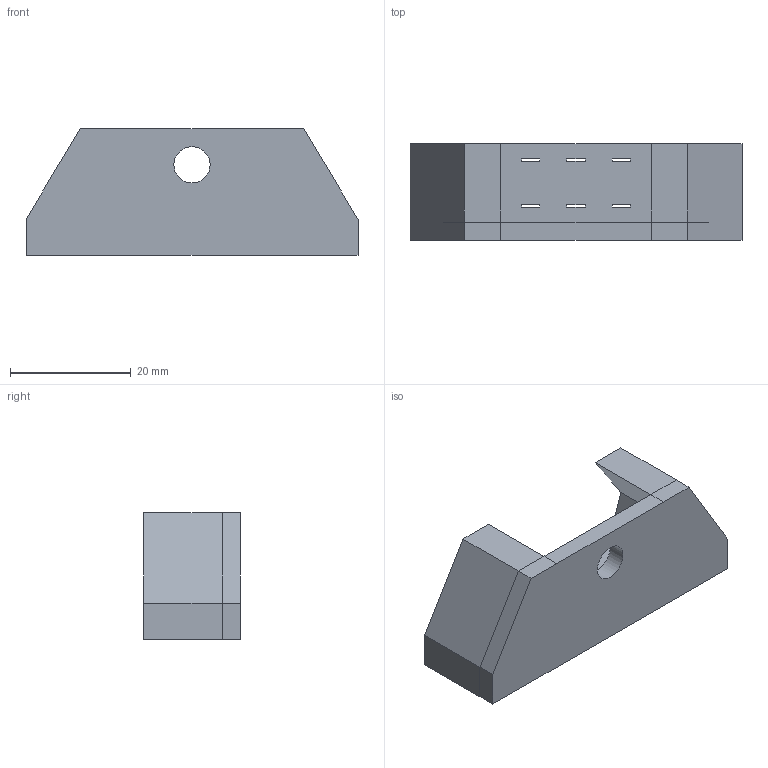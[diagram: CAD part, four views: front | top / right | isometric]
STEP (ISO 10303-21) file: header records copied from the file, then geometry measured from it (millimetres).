
FILE_DESCRIPTION(('FreeCAD Model'),'2;1');
FILE_NAME('Open CASCADE Shape Model','2025-04-19T13:03:47',(''),(''), 'Open CASCADE STEP processor 7.8','FreeCAD','Unknown');
FILE_SCHEMA(('AUTOMOTIVE_DESIGN { 1 0 10303 214 1 1 1 1 }'));
Length unit declared in the file: millimetre
Products named in the file (1): DroneBody
Bounding box: 55 x 16 x 21 mm (x, y, z)
Volume: 9835 mm3; surface area: 5043.8 mm2
Topology: 1 solids, 1 shells, 56 faces, 167 edges, 107 vertices
Faces by surface type: plane 55, cylinder 1
Full cylindrical faces by diameter (mm): 6 x1
Entity records: 1881 total; most frequent: ORIENTED_EDGE 334, CARTESIAN_POINT 331, DIRECTION 283, EDGE_CURVE 167, LINE 165, VECTOR 165, VERTEX_POINT 107, FACE_BOUND 64
